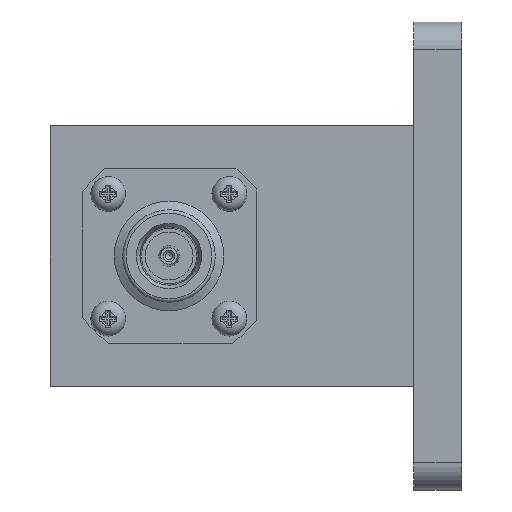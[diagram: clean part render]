
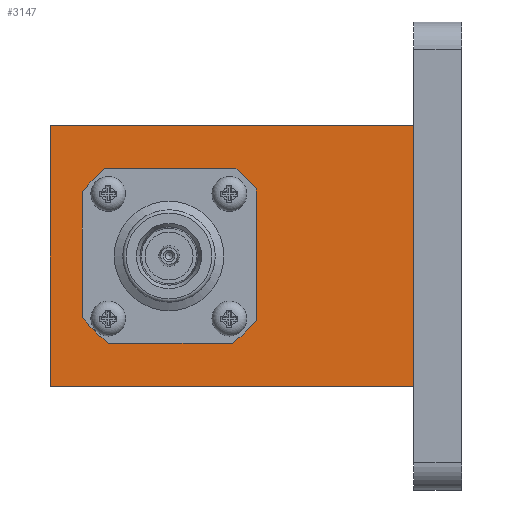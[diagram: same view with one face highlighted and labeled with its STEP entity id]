
A CAD part, front view. The second image highlights one B-rep face of the part: STEP entity #3147.
In plain terms, the highlighted planar face has unit normal (0, -1, 0).
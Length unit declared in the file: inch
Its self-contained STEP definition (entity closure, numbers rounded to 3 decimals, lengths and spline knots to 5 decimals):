
#6 = EDGE_CURVE ( 'NONE', #454, #3824, #278, .T. ) ;
#44 = CARTESIAN_POINT ( 'NONE',  ( -2.02853, -0.37469, -0.5 ) ) ;
#166 = DIRECTION ( 'NONE',  ( 0., 1., 0. ) ) ;
#182 = PLANE ( 'NONE',  #512 ) ;
#204 = DIRECTION ( 'NONE',  ( 1., 0., 0. ) ) ;
#254 = ORIENTED_EDGE ( 'NONE', *, *, #1301, .F. ) ;
#278 = CIRCLE ( 'NONE', #4248, 0.62 ) ;
#333 = FACE_OUTER_BOUND ( 'NONE', #2604, .T. ) ;
#367 = DIRECTION ( 'NONE',  ( 0., 1., 0. ) ) ;
#454 = VERTEX_POINT ( 'NONE', #985 ) ;
#466 = VECTOR ( 'NONE', #2448, 39.37008 ) ;
#512 = AXIS2_PLACEMENT_3D ( 'NONE', #540, #166, #3408 ) ;
#538 = ORIENTED_EDGE ( 'NONE', *, *, #3013, .T. ) ;
#539 = CARTESIAN_POINT ( 'NONE',  ( -1.18062, -0.37469, 0.5 ) ) ;
#540 = CARTESIAN_POINT ( 'NONE',  ( -2.3616, -0.37469, 0.74973 ) ) ;
#645 = CARTESIAN_POINT ( 'NONE',  ( 0., -0.37469, 0.5 ) ) ;
#700 = DIRECTION ( 'NONE',  ( 0., 1., 0. ) ) ;
#785 = VECTOR ( 'NONE', #1517, 39.37008 ) ;
#852 = EDGE_CURVE ( 'NONE', #1700, #2773, #1411, .T. ) ;
#853 = VERTEX_POINT ( 'NONE', #4610 ) ;
#893 = CARTESIAN_POINT ( 'NONE',  ( -2.3616, -0.37469, 0.74973 ) ) ;
#966 = CARTESIAN_POINT ( 'NONE',  ( -2.18038, -0.37469, 0.5 ) ) ;
#969 = EDGE_CURVE ( 'NONE', #1196, #2773, #2868, .T. ) ;
#985 = CARTESIAN_POINT ( 'NONE',  ( -1.18062, -0.37469, -0.36974 ) ) ;
#1000 = LINE ( 'NONE', #966, #3760 ) ;
#1046 = CARTESIAN_POINT ( 'NONE',  ( -1.29578, -0.37469, 0.5 ) ) ;
#1196 = VERTEX_POINT ( 'NONE', #1985 ) ;
#1225 = LINE ( 'NONE', #2397, #1850 ) ;
#1238 = VECTOR ( 'NONE', #1984, 39.37008 ) ;
#1301 = EDGE_CURVE ( 'NONE', #1196, #1711, #1000, .T. ) ;
#1303 = EDGE_CURVE ( 'NONE', #853, #1657, #1225, .T. ) ;
#1339 = AXIS2_PLACEMENT_3D ( 'NONE', #3848, #1677, #4200 ) ;
#1394 = EDGE_CURVE ( 'NONE', #2890, #1711, #2348, .T. ) ;
#1411 = LINE ( 'NONE', #645, #466 ) ;
#1517 = DIRECTION ( 'NONE',  ( -1., 0., 0. ) ) ;
#1609 = DIRECTION ( 'NONE',  ( 0., 0., -1. ) ) ;
#1657 = VERTEX_POINT ( 'NONE', #2836 ) ;
#1662 = LINE ( 'NONE', #539, #2396 ) ;
#1677 = DIRECTION ( 'NONE',  ( 0., 1., 0. ) ) ;
#1686 = DIRECTION ( 'NONE',  ( 0., 0., 1. ) ) ;
#1688 = CARTESIAN_POINT ( 'NONE',  ( -1.18062, -0.37469, 0.38498 ) ) ;
#1700 = VERTEX_POINT ( 'NONE', #1046 ) ;
#1711 = VERTEX_POINT ( 'NONE', #3592 ) ;
#1850 = VECTOR ( 'NONE', #1686, 39.37008 ) ;
#1868 = CARTESIAN_POINT ( 'NONE',  ( -2.3616, -0.37469, -0.74973 ) ) ;
#1925 = VERTEX_POINT ( 'NONE', #1688 ) ;
#1984 = DIRECTION ( 'NONE',  ( 0., 0., 1. ) ) ;
#1985 = CARTESIAN_POINT ( 'NONE',  ( -2.18038, -0.37469, 0.3633 ) ) ;
#2197 = LINE ( 'NONE', #3272, #3999 ) ;
#2206 = LINE ( 'NONE', #4509, #4008 ) ;
#2263 = DIRECTION ( 'NONE',  ( 0., 1., 0. ) ) ;
#2304 = EDGE_CURVE ( 'NONE', #1700, #1925, #4404, .T. ) ;
#2348 = CIRCLE ( 'NONE', #2835, 0.62 ) ;
#2394 = ORIENTED_EDGE ( 'NONE', *, *, #852, .F. ) ;
#2396 = VECTOR ( 'NONE', #1609, 39.37008 ) ;
#2397 = CARTESIAN_POINT ( 'NONE',  ( -0.2755, -0.37469, 0.74973 ) ) ;
#2448 = DIRECTION ( 'NONE',  ( -1., 0., 0. ) ) ;
#2510 = CARTESIAN_POINT ( 'NONE',  ( -1.67255, -0.37469, 0.00762 ) ) ;
#2520 = ORIENTED_EDGE ( 'NONE', *, *, #4016, .T. ) ;
#2528 = VERTEX_POINT ( 'NONE', #893 ) ;
#2576 = ORIENTED_EDGE ( 'NONE', *, *, #2589, .T. ) ;
#2588 = EDGE_CURVE ( 'NONE', #2984, #2528, #3370, .T. ) ;
#2589 = EDGE_CURVE ( 'NONE', #2984, #853, #2206, .T. ) ;
#2604 = EDGE_LOOP ( 'NONE', ( #4583, #4266, #3486, #2576 ) ) ;
#2615 = DIRECTION ( 'NONE',  ( 0., 0., 1. ) ) ;
#2685 = LINE ( 'NONE', #4060, #785 ) ;
#2773 = VERTEX_POINT ( 'NONE', #4604 ) ;
#2811 = ORIENTED_EDGE ( 'NONE', *, *, #2304, .T. ) ;
#2835 = AXIS2_PLACEMENT_3D ( 'NONE', #2839, #700, #3190 ) ;
#2836 = CARTESIAN_POINT ( 'NONE',  ( -0.2755, -0.37469, 0.74973 ) ) ;
#2839 = CARTESIAN_POINT ( 'NONE',  ( -1.67255, -0.37469, 0.00762 ) ) ;
#2868 = CIRCLE ( 'NONE', #3740, 0.62 ) ;
#2869 = DIRECTION ( 'NONE',  ( 0., 0., 1. ) ) ;
#2890 = VERTEX_POINT ( 'NONE', #44 ) ;
#2918 = EDGE_CURVE ( 'NONE', #2528, #1657, #2197, .T. ) ;
#2984 = VERTEX_POINT ( 'NONE', #1868 ) ;
#3013 = EDGE_CURVE ( 'NONE', #3824, #2890, #2685, .T. ) ;
#3147 = ADVANCED_FACE ( 'NONE', ( #4153, #333 ), #182, .F. ) ;
#3190 = DIRECTION ( 'NONE',  ( 0., 0., 1. ) ) ;
#3272 = CARTESIAN_POINT ( 'NONE',  ( -2.3616, -0.37469, 0.74973 ) ) ;
#3290 = ORIENTED_EDGE ( 'NONE', *, *, #1394, .T. ) ;
#3334 = EDGE_LOOP ( 'NONE', ( #2394, #2811, #2520, #4407, #538, #3290, #254, #4187 ) ) ;
#3340 = CARTESIAN_POINT ( 'NONE',  ( -1.67255, -0.37469, 0.00762 ) ) ;
#3370 = LINE ( 'NONE', #4148, #1238 ) ;
#3408 = DIRECTION ( 'NONE',  ( 0., 0., 1. ) ) ;
#3486 = ORIENTED_EDGE ( 'NONE', *, *, #2588, .F. ) ;
#3545 = CARTESIAN_POINT ( 'NONE',  ( -1.31657, -0.37469, -0.5 ) ) ;
#3592 = CARTESIAN_POINT ( 'NONE',  ( -2.18038, -0.37469, -0.34806 ) ) ;
#3641 = DIRECTION ( 'NONE',  ( 1., 0., 0. ) ) ;
#3740 = AXIS2_PLACEMENT_3D ( 'NONE', #2510, #367, #2869 ) ;
#3760 = VECTOR ( 'NONE', #4562, 39.37008 ) ;
#3824 = VERTEX_POINT ( 'NONE', #3545 ) ;
#3848 = CARTESIAN_POINT ( 'NONE',  ( -1.67255, -0.37469, 0.00762 ) ) ;
#3999 = VECTOR ( 'NONE', #3641, 39.37008 ) ;
#4008 = VECTOR ( 'NONE', #204, 39.37008 ) ;
#4016 = EDGE_CURVE ( 'NONE', #1925, #454, #1662, .T. ) ;
#4060 = CARTESIAN_POINT ( 'NONE',  ( 0., -0.37469, -0.5 ) ) ;
#4148 = CARTESIAN_POINT ( 'NONE',  ( -2.3616, -0.37469, 0.74973 ) ) ;
#4153 = FACE_BOUND ( 'NONE', #3334, .T. ) ;
#4187 = ORIENTED_EDGE ( 'NONE', *, *, #969, .T. ) ;
#4200 = DIRECTION ( 'NONE',  ( 0., 0., 1. ) ) ;
#4248 = AXIS2_PLACEMENT_3D ( 'NONE', #3340, #2263, #2615 ) ;
#4266 = ORIENTED_EDGE ( 'NONE', *, *, #2918, .F. ) ;
#4404 = CIRCLE ( 'NONE', #1339, 0.62 ) ;
#4407 = ORIENTED_EDGE ( 'NONE', *, *, #6, .T. ) ;
#4509 = CARTESIAN_POINT ( 'NONE',  ( -2.3616, -0.37469, -0.74973 ) ) ;
#4562 = DIRECTION ( 'NONE',  ( 0., 0., -1. ) ) ;
#4583 = ORIENTED_EDGE ( 'NONE', *, *, #1303, .T. ) ;
#4604 = CARTESIAN_POINT ( 'NONE',  ( -2.04933, -0.37469, 0.5 ) ) ;
#4610 = CARTESIAN_POINT ( 'NONE',  ( -0.2755, -0.37469, -0.74973 ) ) ;
